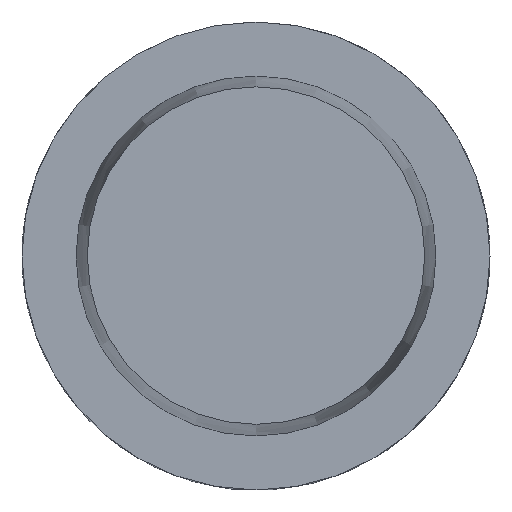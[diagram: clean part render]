
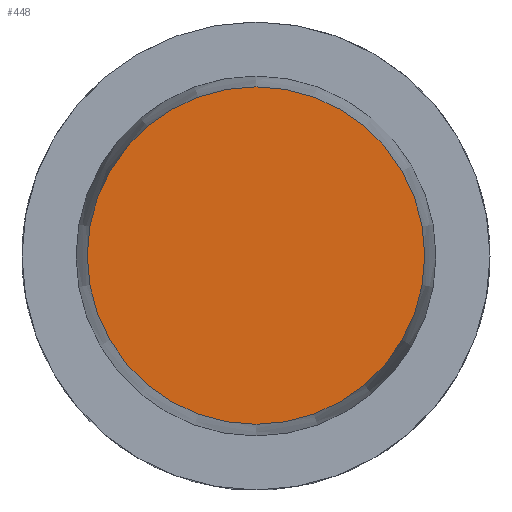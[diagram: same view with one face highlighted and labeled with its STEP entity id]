
A CAD part, top view. The second image highlights one B-rep face of the part: STEP entity #448.
In plain terms, the highlighted planar face has unit normal (0, 0, 1).
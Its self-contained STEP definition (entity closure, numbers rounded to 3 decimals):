
#448=ADVANCED_FACE('240[2]',(#955),#956,.T.);
#489=EDGE_CURVE('240[2]',#1007,#1007,#1008,.T.);
#955=FACE_OUTER_BOUND('',#1860,.T.);
#956=PLANE('',#1861);
#1007=VERTEX_POINT('',#1946);
#1008=CIRCLE('',#1947,22.715);
#1860=EDGE_LOOP('',(#2530));
#1861=AXIS2_PLACEMENT_3D('',#2531,#2532,#2533);
#1946=CARTESIAN_POINT('',(0.,22.715,32.));
#1947=AXIS2_PLACEMENT_3D('',#2601,#2602,#2603);
#2530=ORIENTED_EDGE('',*,*,#489,.T.);
#2531=CARTESIAN_POINT('',(0.,11.358,32.));
#2532=DIRECTION('',(0.,0.,1.0));
#2533=DIRECTION('',(0.,1.0,0.));
#2601=CARTESIAN_POINT('',(0.,0.,32.));
#2602=DIRECTION('',(0.,0.,1.0));
#2603=DIRECTION('',(0.,1.0,0.));
